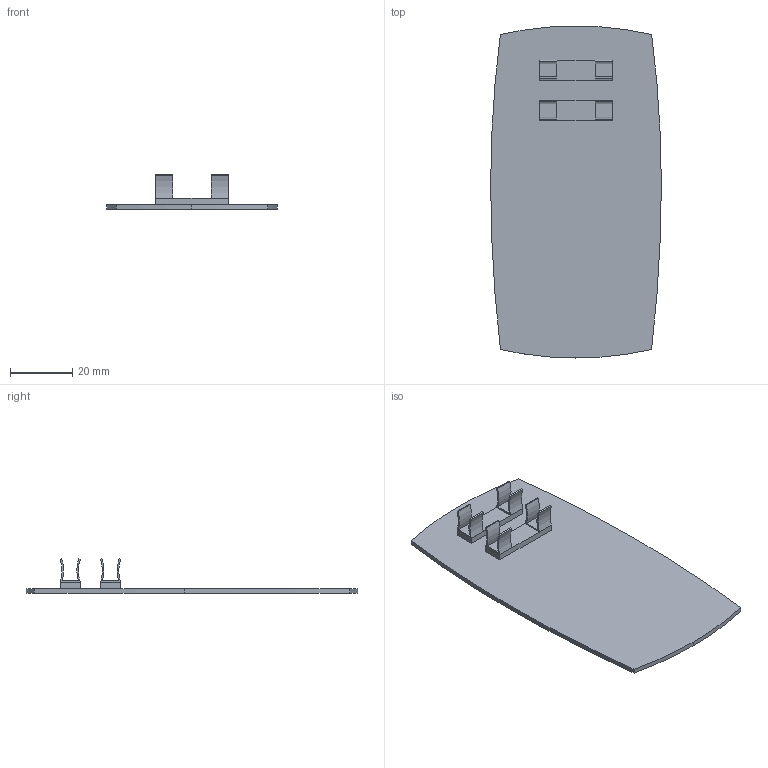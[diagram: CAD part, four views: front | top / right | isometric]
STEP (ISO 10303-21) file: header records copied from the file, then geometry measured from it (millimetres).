
FILE_DESCRIPTION(/* description */ (''),/* implementation_level */ '2;1');
FILE_NAME(/* name */ 'PCBBoard.step',/* time_stamp */ '2024-07-24T09:53:14+02:00',/* author */ (''),/* organization */ (''),/* preprocessor_version */ 'ST-DEVELOPER v20',/* originating_system */ 'Autodesk Translation Framework v13.14.0.145',/* authorisation */ '');
FILE_SCHEMA (('AUTOMOTIVE_DESIGN { 1 0 10303 214 3 1 1 }'));
Length unit declared in the file: metre
Products named in the file (9): PCB; PCB_1; Part 4; Part 1; Part 2; Part 3; Part 5; Part 6; Part 7
Assembly tree (8 placements, depth 3):
  PCB
    PCB_1
      Part 4
      Part 1
      Part 2
      Part 3
      Part 5
      Part 6
      Part 7
Bounding box: 55 x 107 x 11.16 mm (x, y, z)
Volume: 9163.9 mm3; surface area: 13419.8 mm2
Topology: 7 solids, 7 shells, 62 faces, 144 edges, 96 vertices
Faces by surface type: plane 38, cylinder 24
Entity records: 2109 total; most frequent: DIRECTION 350, CARTESIAN_POINT 319, ORIENTED_EDGE 288, EDGE_CURVE 144, AXIS2_PLACEMENT_3D 127, LINE 96, VECTOR 96, VERTEX_POINT 96
